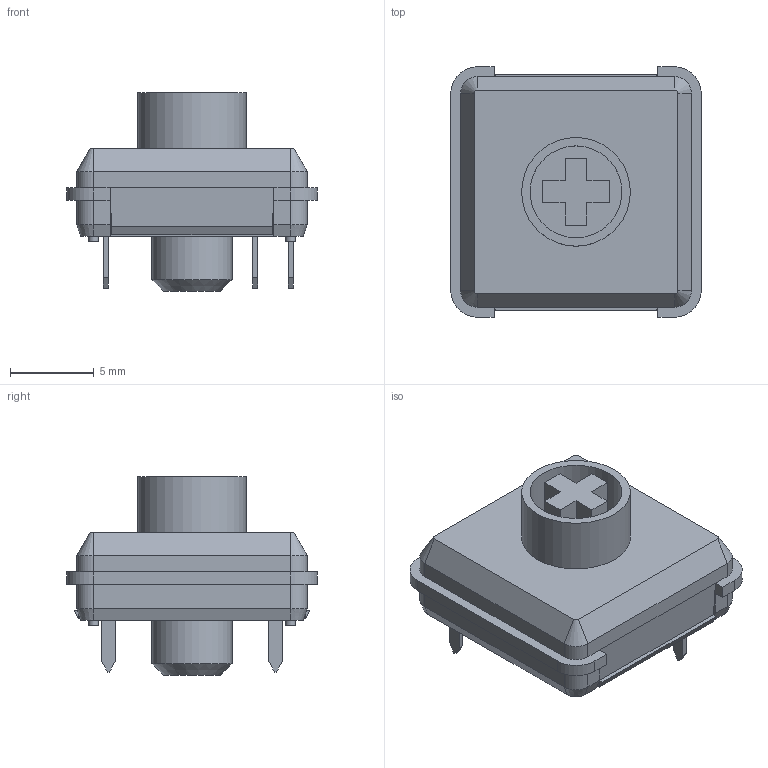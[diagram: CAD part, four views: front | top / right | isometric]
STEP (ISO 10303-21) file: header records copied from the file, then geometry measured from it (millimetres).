
FILE_DESCRIPTION(/* description */ (''),/* implementation_level */ '2;1');
FILE_NAME(/* name */ 'KailhChocV2.step',/* time_stamp */ '2022-12-12T12:36:48+08:00',/* author */ (''),/* organization */ (''),/* preprocessor_version */ 'ST-DEVELOPER v19.2',/* originating_system */ 'Autodesk Translation Framework v11.17.0.187',/* authorisation */ '');
FILE_SCHEMA (('AUTOMOTIVE_DESIGN { 1 0 10303 214 3 1 1 }'));
Length unit declared in the file: millimetre
Products named in the file (3): Switch; Shell; Plunger
Assembly tree (2 placements, depth 2):
  Switch
    Shell
    Plunger
Bounding box: 15 x 15 x 11.9 mm (x, y, z)
Volume: 1025.1 mm3; surface area: 1142.6 mm2
Topology: 3 solids, 3 shells, 130 faces, 308 edges, 193 vertices
Faces by surface type: plane 101, cylinder 20, cone 9
Full cylindrical faces by diameter (mm): 0.6 x4, 4.8 x1, 5.5 x1, 6.5 x2
Entity records: 3753 total; most frequent: CARTESIAN_POINT 636, DIRECTION 627, ORIENTED_EDGE 616, EDGE_CURVE 308, LINE 259, VECTOR 259, VERTEX_POINT 193, AXIS2_PLACEMENT_3D 184
